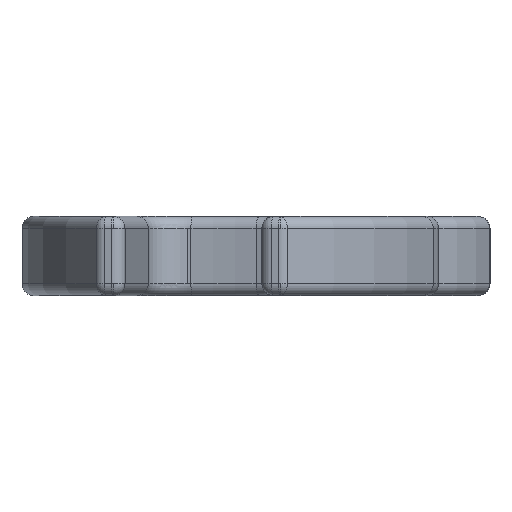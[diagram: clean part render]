
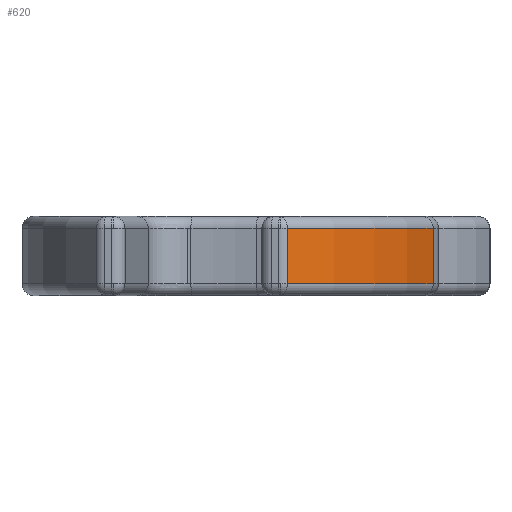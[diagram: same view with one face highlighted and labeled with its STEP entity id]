
A CAD part, front view. The second image highlights one B-rep face of the part: STEP entity #620.
In plain terms, the highlighted cylindrical face has radius 10 mm (diameter 20 mm), a partial arc.
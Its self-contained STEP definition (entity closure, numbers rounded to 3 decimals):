
#136 = CARTESIAN_POINT ( 'NONE',  ( 0.634, -34.482, -0.7 ) ) ;
#163 = LINE ( 'NONE', #2114, #2691 ) ;
#206 = CARTESIAN_POINT ( 'NONE',  ( 0.634, -34.482, 0.7 ) ) ;
#235 = CARTESIAN_POINT ( 'NONE',  ( 4.311, -29.877, -1. ) ) ;
#271 = CYLINDRICAL_SURFACE ( 'NONE', #1913, 10. ) ;
#277 = CARTESIAN_POINT ( 'NONE',  ( -4.995, -26.216, -1. ) ) ;
#420 = DIRECTION ( 'NONE',  ( 0., 0., -1. ) ) ;
#600 = VERTEX_POINT ( 'NONE', #1338 ) ;
#620 = ADVANCED_FACE ( 'Defeature ausgef�hrt1_12', ( #1114 ), #271, .T. ) ;
#654 = EDGE_LOOP ( 'NONE', ( #788, #3349, #2362, #840 ) ) ;
#773 = DIRECTION ( 'NONE',  ( 0., 0., 1. ) ) ;
#788 = ORIENTED_EDGE ( 'NONE', *, *, #1903, .T. ) ;
#840 = ORIENTED_EDGE ( 'NONE', *, *, #1861, .T. ) ;
#967 = DIRECTION ( 'NONE',  ( 0., 0., -1. ) ) ;
#1114 = FACE_OUTER_BOUND ( 'NONE', #654, .T. ) ;
#1218 = CIRCLE ( 'NONE', #3047, 10. ) ;
#1324 = DIRECTION ( 'NONE',  ( 0., 0., 1. ) ) ;
#1338 = CARTESIAN_POINT ( 'NONE',  ( 4.311, -29.877, 0.7 ) ) ;
#1418 = VECTOR ( 'NONE', #773, 1000. ) ;
#1598 = VERTEX_POINT ( 'NONE', #2572 ) ;
#1672 = DIRECTION ( 'NONE',  ( 0., 1., 0. ) ) ;
#1690 = VERTEX_POINT ( 'NONE', #136 ) ;
#1861 = EDGE_CURVE ( 'Defeature ausgef�hrt1_12+Defeature ausgef�hrt1_41+Defeature ausgef�hrt1_33+Defeature ausgef�hrt1_11', #1690, #1598, #3273, .T. ) ;
#1903 = EDGE_CURVE ( 'Defeature ausgef�hrt1_12+Defeature ausgef�hrt1_11+Defeature ausgef�hrt1_41+Defeature ausgef�hrt1_42', #1598, #600, #2978, .T. ) ;
#1913 = AXIS2_PLACEMENT_3D ( 'NONE', #277, #1324, #1672 ) ;
#2114 = CARTESIAN_POINT ( 'NONE',  ( 0.634, -34.482, -1. ) ) ;
#2362 = ORIENTED_EDGE ( 'NONE', *, *, #3087, .T. ) ;
#2406 = DIRECTION ( 'NONE',  ( 0., -1., 0. ) ) ;
#2572 = CARTESIAN_POINT ( 'NONE',  ( 4.311, -29.877, -0.7 ) ) ;
#2691 = VECTOR ( 'NONE', #420, 1000. ) ;
#2711 = CARTESIAN_POINT ( 'NONE',  ( -4.995, -26.216, -0.7 ) ) ;
#2902 = CARTESIAN_POINT ( 'NONE',  ( -4.995, -26.216, 0.7 ) ) ;
#2978 = LINE ( 'NONE', #235, #1418 ) ;
#3047 = AXIS2_PLACEMENT_3D ( 'NONE', #2902, #967, #3180 ) ;
#3075 = VERTEX_POINT ( 'NONE', #206 ) ;
#3087 = EDGE_CURVE ( 'Defeature ausgef�hrt1_12+Defeature ausgef�hrt1_33+Defeature ausgef�hrt1_42+Defeature ausgef�hrt1_41', #3075, #1690, #163, .T. ) ;
#3148 = AXIS2_PLACEMENT_3D ( 'NONE', #2711, #3263, #2406 ) ;
#3180 = DIRECTION ( 'NONE',  ( 0., -1., 0. ) ) ;
#3263 = DIRECTION ( 'NONE',  ( 0., 0., 1. ) ) ;
#3273 = CIRCLE ( 'NONE', #3148, 10. ) ;
#3349 = ORIENTED_EDGE ( 'NONE', *, *, #3419, .T. ) ;
#3419 = EDGE_CURVE ( 'Defeature ausgef�hrt1_12+Defeature ausgef�hrt1_42+Defeature ausgef�hrt1_11+Defeature ausgef�hrt1_33', #600, #3075, #1218, .T. ) ;
